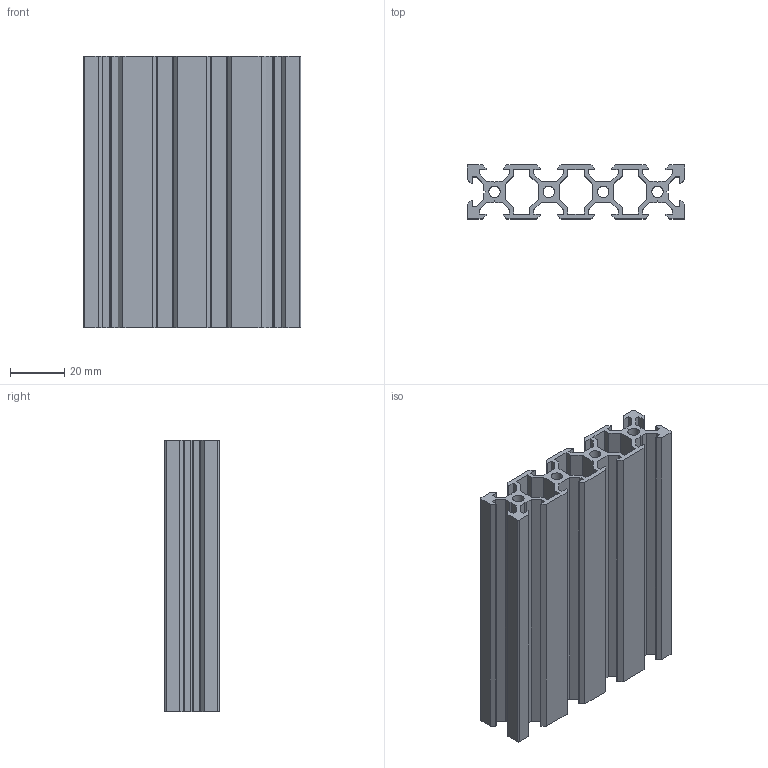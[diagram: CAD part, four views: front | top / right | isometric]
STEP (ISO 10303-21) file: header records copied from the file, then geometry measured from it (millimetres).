
FILE_DESCRIPTION(/* description */ (''),/* implementation_level */ '2;1');
FILE_NAME(/* name */ 'HW801NRC-V-SLOT 2080 - Natural Anodized.step',/* time_stamp */ '2022-10-11T10:30:47+01:00',/* author */ (''),/* organization */ (''),/* preprocessor_version */ 'ST-DEVELOPER v19',/* originating_system */ 'Autodesk Translation Framework v11.7.0.108',/* authorisation */ '');
FILE_SCHEMA (('AUTOMOTIVE_DESIGN { 1 0 10303 214 3 1 1 }'));
Length unit declared in the file: millimetre
Products named in the file (1): HW801NRC
Bounding box: 80 x 20 x 100 mm (x, y, z)
Volume: 54850.5 mm3; surface area: 58396.7 mm2
Topology: 1 solids, 1 shells, 188 faces, 558 edges, 372 vertices
Faces by surface type: plane 180, cylinder 8
Full cylindrical faces by diameter (mm): 4.2 x4
Entity records: 6239 total; most frequent: CARTESIAN_POINT 1119, ORIENTED_EDGE 1116, DIRECTION 952, EDGE_CURVE 558, LINE 542, VECTOR 542, VERTEX_POINT 372, AXIS2_PLACEMENT_3D 205
